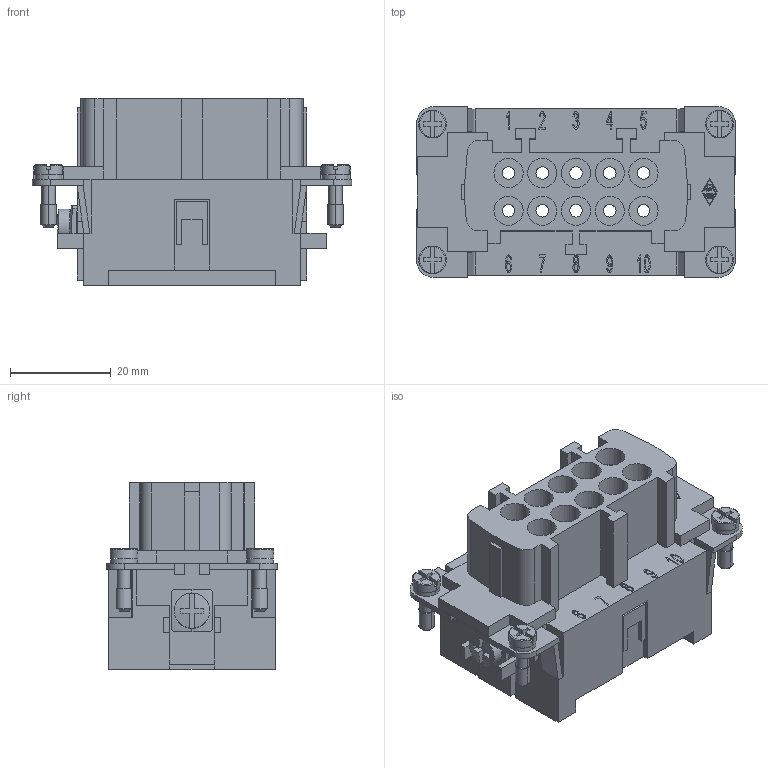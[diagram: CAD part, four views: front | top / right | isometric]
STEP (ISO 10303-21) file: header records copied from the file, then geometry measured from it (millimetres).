
FILE_DESCRIPTION(('Creo Elements/Direct Modeling STEP Export'),'2;1');
FILE_NAME('0ln7uvk46bllmqc4616','2016-12-23T11:22:54',(''),(''),'PTC Creo Elements/Direct Modeling STEP processor for AP214 (Solid Model)','PTC Creo Elements/Direct Modeling 19.0E 27-Jun-2016 (C) Parametric Technology GmbH','');
FILE_SCHEMA(('AUTOMOTIVE_DESIGN { 1 0 10303 214 1 1 1 1 }'));
Length unit declared in the file: millimetre
Products named in the file (1): RCEF_10
Bounding box: 63.4 x 34 x 37 mm (x, y, z)
Volume: 36530.2 mm3; surface area: 19183.5 mm2
Topology: 1 solids, 1 shells, 889 faces, 2393 edges, 1582 vertices
Faces by surface type: plane 527, bspline 186, cylinder 146, torus 16, cone 8, sphere 6
Entity records: 36510 total; most frequent: CARTESIAN_POINT 7906, ORIENTED_EDGE 4786, DIRECTION 3794, EDGE_CURVE 2393, VECTOR 1624, LINE 1624, VERTEX_POINT 1581, AXIS2_PLACEMENT_3D 1085
